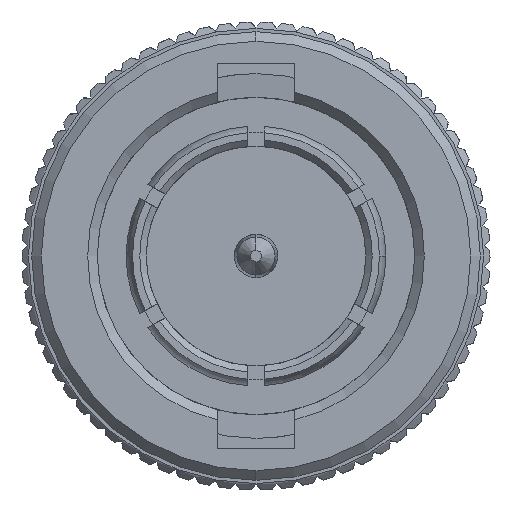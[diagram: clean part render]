
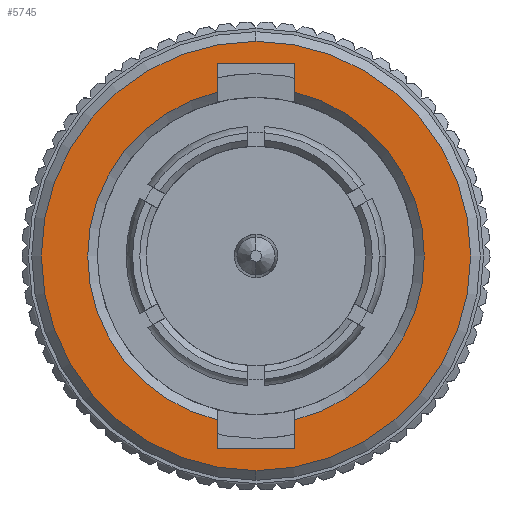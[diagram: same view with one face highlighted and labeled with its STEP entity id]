
A CAD part, left-side view. The second image highlights one B-rep face of the part: STEP entity #5745.
In plain terms, the highlighted planar face has unit normal (-1, 0, 0).
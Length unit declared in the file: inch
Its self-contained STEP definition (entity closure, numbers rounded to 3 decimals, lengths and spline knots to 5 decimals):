
#499 = VERTEX_POINT ( 'NONE', #5739 ) ;
#510 = LINE ( 'NONE', #5270, #10254 ) ;
#771 = CARTESIAN_POINT ( 'NONE',  ( -0.06019, 0.04724, -0.19981 ) ) ;
#922 = DIRECTION ( 'NONE',  ( 0., 0., 1. ) ) ;
#987 = CARTESIAN_POINT ( 'NONE',  ( -0.06019, 0., 0. ) ) ;
#1785 = VERTEX_POINT ( 'NONE', #7329 ) ;
#1876 = AXIS2_PLACEMENT_3D ( 'NONE', #987, #10003, #13405 ) ;
#1890 = CARTESIAN_POINT ( 'NONE',  ( -0.06019, -0.04724, 0. ) ) ;
#1989 = EDGE_CURVE ( 'NONE', #11890, #4811, #8365, .T. ) ;
#2347 = EDGE_CURVE ( 'NONE', #10177, #499, #8898, .T. ) ;
#2579 = ORIENTED_EDGE ( 'NONE', *, *, #5234, .T. ) ;
#2756 = ORIENTED_EDGE ( 'NONE', *, *, #9401, .T. ) ;
#2917 = DIRECTION ( 'NONE',  ( 0., 0., 1. ) ) ;
#3162 = CARTESIAN_POINT ( 'NONE',  ( -0.06019, 0.04724, 0.19981 ) ) ;
#3252 = EDGE_LOOP ( 'NONE', ( #10790, #3823 ) ) ;
#3340 = CARTESIAN_POINT ( 'NONE',  ( -0.06019, 0., 0. ) ) ;
#3352 = CARTESIAN_POINT ( 'NONE',  ( -0.06019, 0., 0. ) ) ;
#3366 = DIRECTION ( 'NONE',  ( 1., 0., 0. ) ) ;
#3419 = VECTOR ( 'NONE', #7573, 39.37008 ) ;
#3440 = CARTESIAN_POINT ( 'NONE',  ( -0.06019, -0.04724, -0.23425 ) ) ;
#3823 = ORIENTED_EDGE ( 'NONE', *, *, #13090, .T. ) ;
#4401 = DIRECTION ( 'NONE',  ( -1., 0., 0. ) ) ;
#4811 = VERTEX_POINT ( 'NONE', #14453 ) ;
#5234 = EDGE_CURVE ( 'NONE', #4811, #7910, #510, .T. ) ;
#5270 = CARTESIAN_POINT ( 'NONE',  ( -0.06019, -0.04724, 0. ) ) ;
#5453 = VECTOR ( 'NONE', #12019, 39.37008 ) ;
#5615 = CARTESIAN_POINT ( 'NONE',  ( -0.06019, 0., 0. ) ) ;
#5647 = AXIS2_PLACEMENT_3D ( 'NONE', #3340, #11376, #922 ) ;
#5739 = CARTESIAN_POINT ( 'NONE',  ( -0.06019, 0.04724, 0.23425 ) ) ;
#5745 = ADVANCED_FACE ( 'NONE', ( #12645, #10174 ), #12344, .T. ) ;
#5858 = CARTESIAN_POINT ( 'NONE',  ( -0.06019, 0., -0.26181 ) ) ;
#6057 = CARTESIAN_POINT ( 'NONE',  ( -0.06019, 0., 0.23425 ) ) ;
#6311 = CARTESIAN_POINT ( 'NONE',  ( -0.06019, -0.04724, 0.19981 ) ) ;
#6426 = CIRCLE ( 'NONE', #7893, 0.20531 ) ;
#6470 = VERTEX_POINT ( 'NONE', #5858 ) ;
#6864 = CARTESIAN_POINT ( 'NONE',  ( -0.06019, 0., 0. ) ) ;
#6910 = AXIS2_PLACEMENT_3D ( 'NONE', #6864, #3366, #8232 ) ;
#7026 = CIRCLE ( 'NONE', #12569, 0.26181 ) ;
#7329 = CARTESIAN_POINT ( 'NONE',  ( -0.06019, -0.04724, 0.23425 ) ) ;
#7409 = CARTESIAN_POINT ( 'NONE',  ( -0.06019, 0., -0.23425 ) ) ;
#7573 = DIRECTION ( 'NONE',  ( 0., 0., -1. ) ) ;
#7893 = AXIS2_PLACEMENT_3D ( 'NONE', #3352, #8903, #8976 ) ;
#7910 = VERTEX_POINT ( 'NONE', #3440 ) ;
#8104 = VERTEX_POINT ( 'NONE', #14495 ) ;
#8232 = DIRECTION ( 'NONE',  ( 0., 0., 1. ) ) ;
#8365 = CIRCLE ( 'NONE', #6910, 0.20531 ) ;
#8617 = LINE ( 'NONE', #9963, #9441 ) ;
#8657 = EDGE_CURVE ( 'NONE', #6470, #12263, #13492, .T. ) ;
#8886 = ORIENTED_EDGE ( 'NONE', *, *, #1989, .T. ) ;
#8898 = LINE ( 'NONE', #13347, #9805 ) ;
#8903 = DIRECTION ( 'NONE',  ( 1., 0., 0. ) ) ;
#8976 = DIRECTION ( 'NONE',  ( 0., 0., 1. ) ) ;
#9321 = EDGE_CURVE ( 'NONE', #8104, #7910, #14296, .T. ) ;
#9401 = EDGE_CURVE ( 'NONE', #11817, #10177, #6426, .T. ) ;
#9441 = VECTOR ( 'NONE', #2917, 39.37008 ) ;
#9516 = ORIENTED_EDGE ( 'NONE', *, *, #2347, .T. ) ;
#9805 = VECTOR ( 'NONE', #13422, 39.37008 ) ;
#9963 = CARTESIAN_POINT ( 'NONE',  ( -0.06019, 0.04724, 0. ) ) ;
#10003 = DIRECTION ( 'NONE',  ( -1., 0., 0. ) ) ;
#10174 = FACE_OUTER_BOUND ( 'NONE', #3252, .T. ) ;
#10177 = VERTEX_POINT ( 'NONE', #3162 ) ;
#10254 = VECTOR ( 'NONE', #14578, 39.37008 ) ;
#10628 = VECTOR ( 'NONE', #13024, 39.37008 ) ;
#10790 = ORIENTED_EDGE ( 'NONE', *, *, #8657, .T. ) ;
#11304 = DIRECTION ( 'NONE',  ( 0., 0., -1. ) ) ;
#11376 = DIRECTION ( 'NONE',  ( -1., 0., 0. ) ) ;
#11670 = LINE ( 'NONE', #6057, #10628 ) ;
#11817 = VERTEX_POINT ( 'NONE', #771 ) ;
#11890 = VERTEX_POINT ( 'NONE', #6311 ) ;
#12019 = DIRECTION ( 'NONE',  ( 0., -1., 0. ) ) ;
#12154 = EDGE_CURVE ( 'NONE', #1785, #499, #11670, .T. ) ;
#12173 = ORIENTED_EDGE ( 'NONE', *, *, #9321, .F. ) ;
#12263 = VERTEX_POINT ( 'NONE', #13250 ) ;
#12344 = PLANE ( 'NONE',  #5647 ) ;
#12569 = AXIS2_PLACEMENT_3D ( 'NONE', #5615, #4401, #11304 ) ;
#12622 = EDGE_CURVE ( 'NONE', #8104, #11817, #8617, .T. ) ;
#12645 = FACE_BOUND ( 'NONE', #13783, .T. ) ;
#13024 = DIRECTION ( 'NONE',  ( 0., 1., 0. ) ) ;
#13059 = ORIENTED_EDGE ( 'NONE', *, *, #12154, .F. ) ;
#13090 = EDGE_CURVE ( 'NONE', #12263, #6470, #7026, .T. ) ;
#13250 = CARTESIAN_POINT ( 'NONE',  ( -0.06019, 0., 0.26181 ) ) ;
#13347 = CARTESIAN_POINT ( 'NONE',  ( -0.06019, 0.04724, 0. ) ) ;
#13405 = DIRECTION ( 'NONE',  ( 0., 0., -1. ) ) ;
#13422 = DIRECTION ( 'NONE',  ( 0., 0., 1. ) ) ;
#13492 = CIRCLE ( 'NONE', #1876, 0.26181 ) ;
#13783 = EDGE_LOOP ( 'NONE', ( #12173, #13847, #2756, #9516, #13059, #14639, #8886, #2579 ) ) ;
#13847 = ORIENTED_EDGE ( 'NONE', *, *, #12622, .T. ) ;
#14296 = LINE ( 'NONE', #7409, #5453 ) ;
#14397 = LINE ( 'NONE', #1890, #3419 ) ;
#14453 = CARTESIAN_POINT ( 'NONE',  ( -0.06019, -0.04724, -0.19981 ) ) ;
#14495 = CARTESIAN_POINT ( 'NONE',  ( -0.06019, 0.04724, -0.23425 ) ) ;
#14524 = EDGE_CURVE ( 'NONE', #1785, #11890, #14397, .T. ) ;
#14578 = DIRECTION ( 'NONE',  ( 0., 0., -1. ) ) ;
#14639 = ORIENTED_EDGE ( 'NONE', *, *, #14524, .T. ) ;
